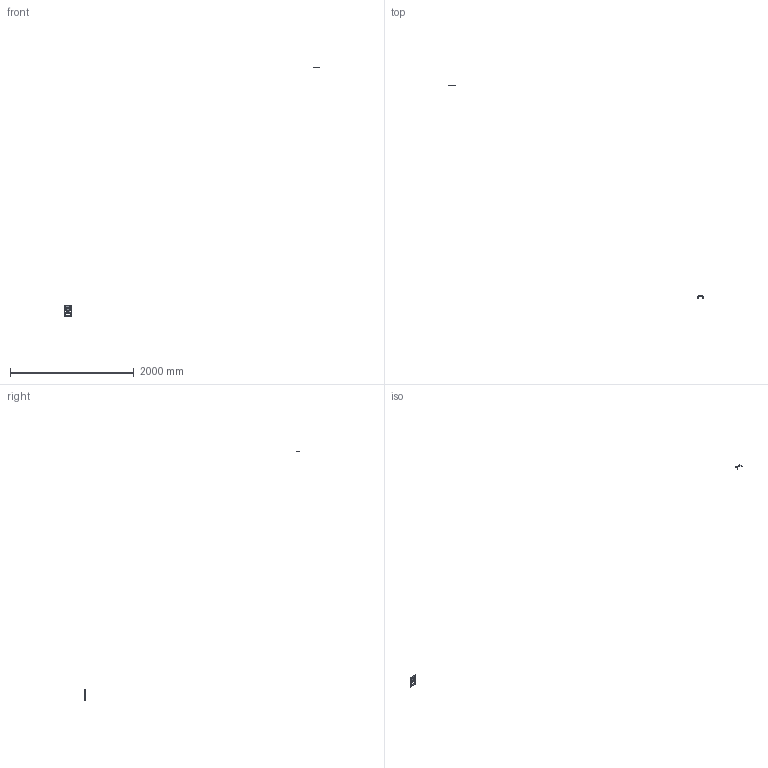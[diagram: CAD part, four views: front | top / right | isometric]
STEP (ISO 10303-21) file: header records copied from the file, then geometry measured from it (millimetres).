
FILE_DESCRIPTION(/* description */ (''),/* implementation_level */ '2;1');
FILE_NAME(/* name */ 'PolyFormer_10_29_2022 v6.step',/* time_stamp */ '2023-02-12T18:22:12+01:00',/* author */ (''),/* organization */ (''),/* preprocessor_version */ 'ST-DEVELOPER v19.2',/* originating_system */ 'Autodesk Translation Framework v11.17.0.187',/* authorisation */ '');
FILE_SCHEMA (('AUTOMOTIVE_DESIGN { 1 0 10303 214 3 1 1 }'));
Length unit declared in the file: millimetre
Products named in the file (1): PolyFormer_10_29_2022
Bounding box: 4129.89 x 3459.83 x 4039.26 mm (x, y, z)
Volume: 94128.4 mm3; surface area: 45999.7 mm2
Topology: 2 solids, 2 shells, 122 faces, 294 edges, 192 vertices
Faces by surface type: plane 60, cylinder 58, bspline 4
Full cylindrical faces by diameter (mm): 3.2 x4, 4.4 x8, 4.6 x4, 8 x8
Entity records: 4675 total; most frequent: CARTESIAN_POINT 1667, DIRECTION 612, ORIENTED_EDGE 588, EDGE_CURVE 294, AXIS2_PLACEMENT_3D 219, VERTEX_POINT 192, LINE 174, VECTOR 174
